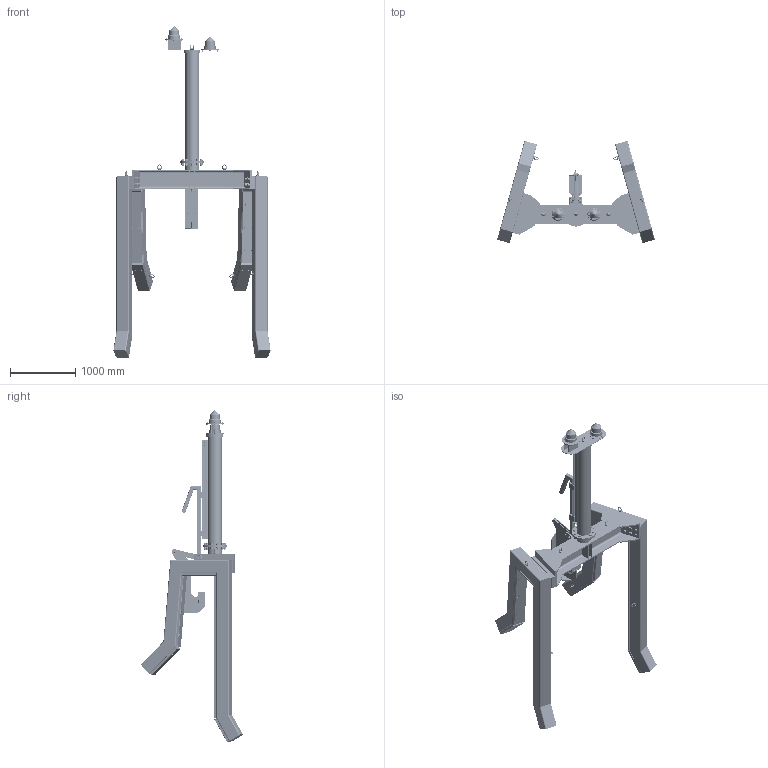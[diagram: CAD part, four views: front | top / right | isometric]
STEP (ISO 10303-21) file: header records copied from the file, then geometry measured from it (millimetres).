
FILE_DESCRIPTION(/* description */ (''),/* implementation_level */ '2;1');
FILE_NAME(/* name */ 'TNS Assembly 20251119102538.stp',/* time_stamp */ '2025-12-10T15:24:34+05:30',/* author */ ('PC-050'),/* organization */ (''),/* preprocessor_version */ 'ST-DEVELOPER v19.2',/* originating_system */ 'Autodesk Inventor 2023',/* authorisation */ '');
FILE_SCHEMA (('AUTOMOTIVE_DESIGN { 1 0 10303 214 3 1 1 }'));
Products named in the file (105): TNS Assembly 20251119102538; Main Beam Assembly 20251118185333; Main Beam SKT 20251118184845; Frame 1763527612653; Skeleton 1763527612654; EURONORM 53-62 - HE 300 B-1689; DIN2448 - 219.1 x 14.2 - 100; Bolting Plate -01 20251119102825; Stiffener PLT-01 20251119103708; Stiffener PLT-02 20251119103751; Lock Plate -01 20251119120652; Stiffener PLT-03 20251119121620; din_582-m10-ni; M10 x 30 Bolt assembly 20251202154512; DIN 933 - M10  x 30; Leg-01 Assembly 20251118171840; Leg-02 Assembly 20251119110125; Leg-01 SKT 20251118171735; Frame 1763466543254; Skeleton 1763466543255; DIN 59 410 - 200x200x8-933; DIN 59 410 - 200x200x8-2421.48; DIN 59 410 - 200x200x8-1321.99; DIN 59 410 - 200x200x8-572.79; DIN 59 410 - 200x200x8-403.59; Plate Filleted Corners (mm) 192 x 192 x 5; Plate Filleted Corners (mm) 192 x 192 x 5_1; Bolting Plate -02 20251119105311; Bumber pad-03 20251119172723; Bumber pad-04 20251119172836; Bumber pad-07 20251121173432; Bumber pad-05 20251119172925; Bumber pad-06 20251119173302; M12 x 35 Bolt Assembly 20251126174053; DIN 912 - M12 x 35; Pole Assembly 20251119112131; Pole SKT 20251119112051; Frame 1763531539358; Skeleton 1763531539359; DIN2448 - 219.1 x 14.2 - 1650 ...
Assembly tree (265 placements, depth 4):
  TNS Assembly 20251119102538
    Main Beam Assembly 20251118185333
      Main Beam SKT 20251118184845
      Frame 1763527612653
        Skeleton 1763527612654
        EURONORM 53-62 - HE 300 B-1689
        DIN2448 - 219.1 x 14.2 - 100
      Bolting Plate -01 20251119102825  x2
      Stiffener PLT-01 20251119103708  x4
      Stiffener PLT-02 20251119103751  x4
      Flange PLT-01 20251119111441
      Lock Plate -01 20251119120652  x2
      Stiffener PLT-03 20251119121620  x2
      din_582-m10-ni  x2
      M10 x 30 Bolt assembly 20251202154512  x2
        DIN 933 - M10  x 30
        DIN 125 - A 10.5
      gppas0_75i  x2
        gppas0_75i_01
        gppas0_75i_02
    Leg-01 Assembly 20251118171840
      Leg-01 SKT 20251118171735
      Frame 1763466543254
        Skeleton 1763466543255
        DIN 59 410 - 200x200x8-933
        DIN 59 410 - 200x200x8-2421.48
        DIN 59 410 - 200x200x8-1321.99
        DIN 59 410 - 200x200x8-572.79
        DIN 59 410 - 200x200x8-403.59
        Plate Filleted Corners (mm) 192 x 192 x 5
        Plate Filleted Corners (mm) 192 x 192 x 5_1
      Bolting Plate -02 20251119105311
      Bumber pad-03 20251119172723
      Bumber pad-04 20251119172836
      Bumber pad-07 20251121173432
      Bumber pad-06 20251119173302
      Bumber pad-05 20251119172925
      M12 x 35 Bolt Assembly 20251126174053  x30
        DIN 912 - M12 x 35
        DIN 125 - A 13
      gppas0_75i  x3
        gppas0_75i_01
        gppas0_75i_02
    Leg-02 Assembly 20251119110125
      Leg-01 SKT 20251118171735
      Frame 1763466543254
        Skeleton 1763466543255
        DIN 59 410 - 200x200x8-933
        DIN 59 410 - 200x200x8-2421.48
        DIN 59 410 - 200x200x8-1321.99
        DIN 59 410 - 200x200x8-572.79
        DIN 59 410 - 200x200x8-403.59
        Plate Filleted Corners (mm) 192 x 192 x 5
        Plate Filleted Corners (mm) 192 x 192 x 5_1
      Bolting Plate -02 20251119105311
      Bumber pad-03 20251119172723
      Bumber pad-04 20251119172836
      Bumber pad-07 20251121173432
      Bumber pad-05 20251119172925
      Bumber pad-06 20251119173302
Bounding box: 2412.77 x 1560.57 x 5091.36 mm (x, y, z)
Volume: 236328150 mm3; surface area: 33946434.1 mm2
Topology: 394 solids, 394 shells, 7664 faces, 17887 edges, 11303 vertices
Faces by surface type: plane 3520, cylinder 1976, bspline 1394, cone 630, torus 144
Full cylindrical faces by diameter (mm): 8 x6, 8.376 x10, 9.188 x10, 10 x10, 10.106 x65, 10.5 x18, 11.053 x5, 11.835 x4, 12 x85, 13 x74, 14 x77, 15.4 x10, 17.2 x5, 18 x64, 19 x2, 20 x18, 20.752 x10, 21 x10, 22.376 x10, 24 x84, 25 x20, 25.376 x24, 26 x86, 26.721 x24, 27 x24, 28 x24, 30 x24, 33.2 x10, 37 x4, 38 x24
Entity records: 54972 total; most frequent: CARTESIAN_POINT 19037, DIRECTION 6710, ORIENTED_EDGE 6404, EDGE_CURVE 3202, AXIS2_PLACEMENT_3D 2497, VERTEX_POINT 2065, EDGE_LOOP 1731, LINE 1716
